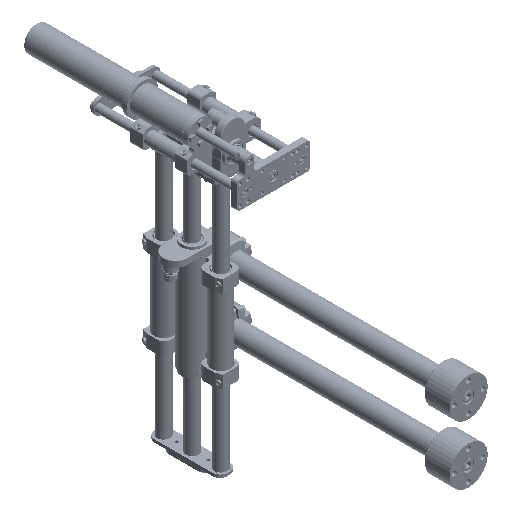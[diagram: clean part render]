
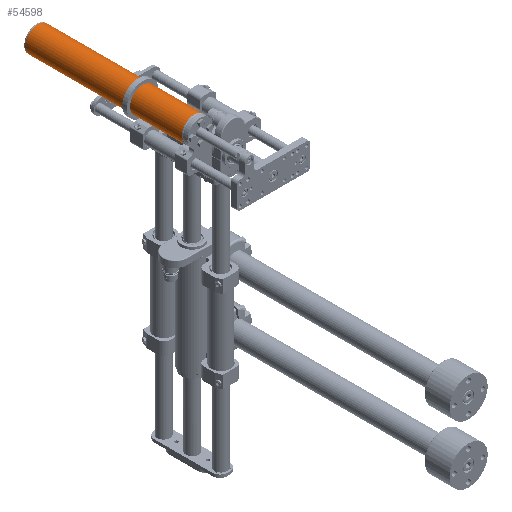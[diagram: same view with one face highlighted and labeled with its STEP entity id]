
A CAD part, isometric view. The second image highlights one B-rep face of the part: STEP entity #54598.
In plain terms, the highlighted cylindrical face has radius 20 mm (diameter 40 mm), a full revolution.
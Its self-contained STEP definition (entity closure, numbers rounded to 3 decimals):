
#2323 = ORIENTED_EDGE ( 'NONE', *, *, #93151, .F. ) ;
#5342 = CIRCLE ( 'NONE', #99808, 20. ) ;
#6547 = DIRECTION ( 'NONE',  ( 0., 0., -1. ) ) ;
#8718 = CIRCLE ( 'NONE', #65027, 20. ) ;
#10782 = ORIENTED_EDGE ( 'NONE', *, *, #92708, .T. ) ;
#11319 = CYLINDRICAL_SURFACE ( 'NONE', #95104, 20. ) ;
#11854 = VERTEX_POINT ( 'NONE', #35644 ) ;
#16519 = CARTESIAN_POINT ( 'NONE',  ( 0., 248., 0. ) ) ;
#17538 = DIRECTION ( 'NONE',  ( 0., 0., -1. ) ) ;
#20112 = FACE_OUTER_BOUND ( 'NONE', #28450, .T. ) ;
#20632 = VERTEX_POINT ( 'NONE', #66770 ) ;
#25780 = DIRECTION ( 'NONE',  ( 0., -1., 0. ) ) ;
#28450 = EDGE_LOOP ( 'NONE', ( #2323 ) ) ;
#34588 = CARTESIAN_POINT ( 'NONE',  ( 0., -0.6, 0. ) ) ;
#35644 = CARTESIAN_POINT ( 'NONE',  ( 0., 2., -20. ) ) ;
#44904 = CARTESIAN_POINT ( 'NONE',  ( 0., 2., 0. ) ) ;
#54598 = ADVANCED_FACE ( 'NONE', ( #97943, #20112 ), #11319, .T. ) ;
#62705 = EDGE_LOOP ( 'NONE', ( #10782 ) ) ;
#65027 = AXIS2_PLACEMENT_3D ( 'NONE', #44904, #83910, #6547 ) ;
#66770 = CARTESIAN_POINT ( 'NONE',  ( 0., 248., -20. ) ) ;
#67282 = DIRECTION ( 'NONE',  ( 0., 0., -1. ) ) ;
#73549 = DIRECTION ( 'NONE',  ( 0., -1., 0. ) ) ;
#83910 = DIRECTION ( 'NONE',  ( 0., -1., 0. ) ) ;
#92708 = EDGE_CURVE ( 'NONE', #20632, #20632, #5342, .T. ) ;
#93151 = EDGE_CURVE ( 'NONE', #11854, #11854, #8718, .T. ) ;
#95104 = AXIS2_PLACEMENT_3D ( 'NONE', #34588, #73549, #67282 ) ;
#97943 = FACE_OUTER_BOUND ( 'NONE', #62705, .T. ) ;
#99808 = AXIS2_PLACEMENT_3D ( 'NONE', #16519, #25780, #17538 ) ;
